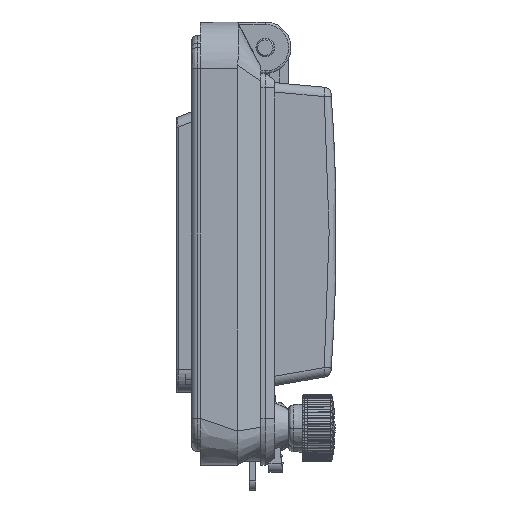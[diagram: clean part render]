
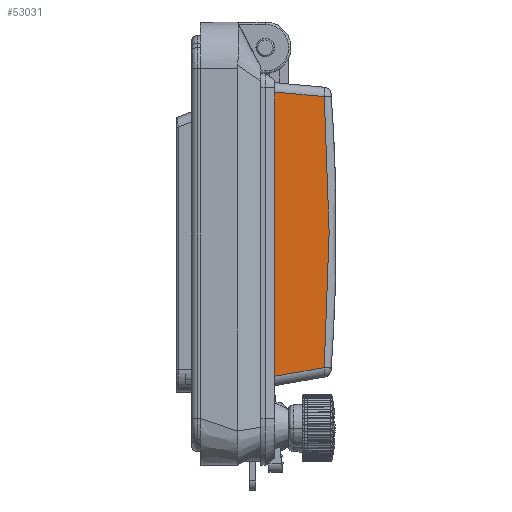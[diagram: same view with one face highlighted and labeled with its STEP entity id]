
A CAD part, left-side view. The second image highlights one B-rep face of the part: STEP entity #53031.
In plain terms, the highlighted face is planar.
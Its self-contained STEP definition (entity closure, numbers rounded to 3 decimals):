
#2924 = CARTESIAN_POINT ( 'NONE',  ( 29.139, 167., -10.629 ) ) ;
#2979 = EDGE_LOOP ( 'NONE', ( #22149, #4652, #96998, #11786 ) ) ;
#4652 = ORIENTED_EDGE ( 'NONE', *, *, #61989, .T. ) ;
#5738 = FACE_OUTER_BOUND ( 'NONE', #2979, .T. ) ;
#7244 = PLANE ( 'NONE',  #56733 ) ;
#10661 = CARTESIAN_POINT ( 'NONE',  ( 31.013, 167., 0. ) ) ;
#11786 = ORIENTED_EDGE ( 'NONE', *, *, #35729, .T. ) ;
#14734 = CARTESIAN_POINT ( 'NONE',  ( 29.139, 167., -10.629 ) ) ;
#19702 = B_SPLINE_CURVE_WITH_KNOTS ( 'NONE', 3,
 ( #27428, #59750, #90617, #14734 ),
 .UNSPECIFIED., .F., .F.,
 ( 4, 4 ),
 ( 0., 1. ),
 .UNSPECIFIED. ) ;
#22149 = ORIENTED_EDGE ( 'NONE', *, *, #49183, .F. ) ;
#24673 = VERTEX_POINT ( 'NONE', #97659 ) ;
#27428 = CARTESIAN_POINT ( 'NONE',  ( -28.96, 167., -10.636 ) ) ;
#30292 = LINE ( 'NONE', #69185, #31673 ) ;
#31673 = VECTOR ( 'NONE', #55503, 1000. ) ;
#33899 = CARTESIAN_POINT ( 'NONE',  ( -29.947, 167., 0. ) ) ;
#34795 = DIRECTION ( 'NONE',  ( -0.092, 0., 0.996 ) ) ;
#35729 = EDGE_CURVE ( 'NONE', #66137, #84137, #68698, .T. ) ;
#40868 = CARTESIAN_POINT ( 'NONE',  ( -28.96, 167., -10.636 ) ) ;
#43674 = DIRECTION ( 'NONE',  ( 0., 1., 0. ) ) ;
#44179 = DIRECTION ( 'NONE',  ( 0., 0., 1. ) ) ;
#49183 = EDGE_CURVE ( 'NONE', #24673, #84137, #19702, .T. ) ;
#49937 = LINE ( 'NONE', #40868, #71523 ) ;
#50354 = VERTEX_POINT ( 'NONE', #33899 ) ;
#53031 = ADVANCED_FACE ( 'NONE', ( #5738 ), #7244, .T. ) ;
#55503 = DIRECTION ( 'NONE',  ( 1., 0., 0. ) ) ;
#56733 = AXIS2_PLACEMENT_3D ( 'NONE', #99812, #43674, #44179 ) ;
#59750 = CARTESIAN_POINT ( 'NONE',  ( -9.627, 167., -12.029 ) ) ;
#61989 = EDGE_CURVE ( 'NONE', #24673, #50354, #49937, .T. ) ;
#66137 = VERTEX_POINT ( 'NONE', #10661 ) ;
#68186 = CARTESIAN_POINT ( 'NONE',  ( 31.013, 167., 0. ) ) ;
#68386 = EDGE_CURVE ( 'NONE', #50354, #66137, #30292, .T. ) ;
#68698 = LINE ( 'NONE', #68186, #90858 ) ;
#69185 = CARTESIAN_POINT ( 'NONE',  ( 0., 167., 0. ) ) ;
#71523 = VECTOR ( 'NONE', #34795, 1000. ) ;
#84137 = VERTEX_POINT ( 'NONE', #2924 ) ;
#90617 = CARTESIAN_POINT ( 'NONE',  ( 9.806, 167., -12.027 ) ) ;
#90858 = VECTOR ( 'NONE', #99056, 1000. ) ;
#96998 = ORIENTED_EDGE ( 'NONE', *, *, #68386, .T. ) ;
#97659 = CARTESIAN_POINT ( 'NONE',  ( -28.96, 167., -10.636 ) ) ;
#99056 = DIRECTION ( 'NONE',  ( -0.174, 0., -0.985 ) ) ;
#99812 = CARTESIAN_POINT ( 'NONE',  ( 0., 167., 0. ) ) ;
